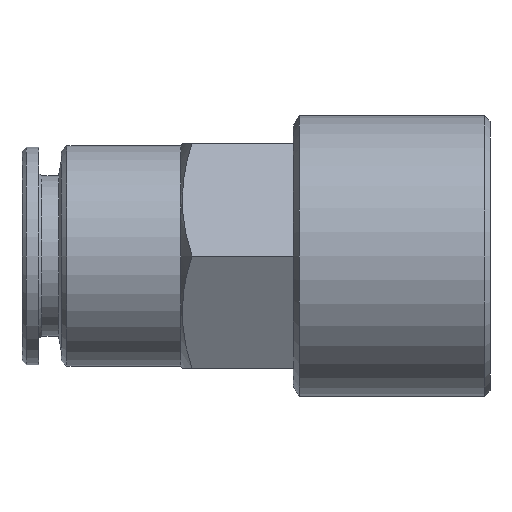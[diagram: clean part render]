
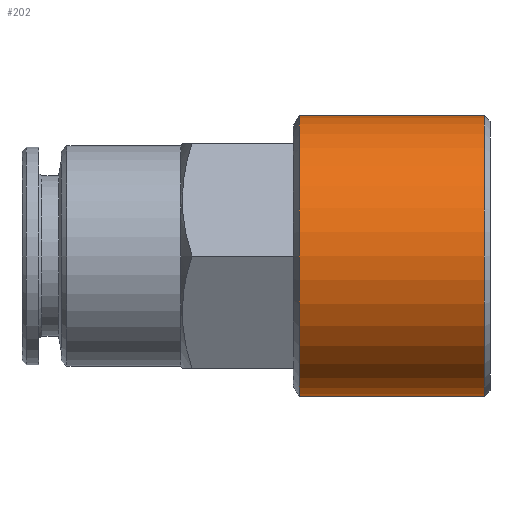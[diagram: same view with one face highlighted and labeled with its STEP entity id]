
A CAD part, left-side view. The second image highlights one B-rep face of the part: STEP entity #202.
In plain terms, the highlighted cylindrical face has radius 10 mm (diameter 20 mm), a partial arc.
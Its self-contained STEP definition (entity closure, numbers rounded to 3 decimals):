
#125 = VERTEX_POINT ( 'NONE', #708 ) ;
#154 = EDGE_CURVE ( 'NONE', #165, #125, #760, .T. ) ;
#155 = EDGE_CURVE ( 'NONE', #182, #158, #762, .T. ) ;
#158 = VERTEX_POINT ( 'NONE', #751 ) ;
#165 = VERTEX_POINT ( 'NONE', #746 ) ;
#182 = VERTEX_POINT ( 'NONE', #842 ) ;
#200 = ORIENTED_EDGE ( 'NONE', *, *, #154, .T. ) ;
#201 = EDGE_CURVE ( 'NONE', #158, #125, #869, .T. ) ;
#202 = ADVANCED_FACE ( 'NONE', ( #864 ), #912, .T. ) ;
#204 = ORIENTED_EDGE ( 'NONE', *, *, #201, .F. ) ;
#208 = EDGE_CURVE ( 'NONE', #182, #165, #961, .T. ) ;
#213 = EDGE_LOOP ( 'NONE', ( #216, #214, #200, #204 ) ) ;
#214 = ORIENTED_EDGE ( 'NONE', *, *, #208, .T. ) ;
#216 = ORIENTED_EDGE ( 'NONE', *, *, #155, .F. ) ;
#708 = CARTESIAN_POINT ( 'NONE',  ( 0., 0.4, -10. ) ) ;
#735 = DIRECTION ( 'NONE',  ( 0., -1., 0. ) ) ;
#746 = CARTESIAN_POINT ( 'NONE',  ( 0., 13.567, -10. ) ) ;
#750 = VECTOR ( 'NONE', #763, 1000. ) ;
#751 = CARTESIAN_POINT ( 'NONE',  ( 0., 0.4, 10. ) ) ;
#759 = CARTESIAN_POINT ( 'NONE',  ( 0., -3.305, -10. ) ) ;
#760 = LINE ( 'NONE', #759, #750 ) ;
#761 = CARTESIAN_POINT ( 'NONE',  ( 0., -3.305, 10. ) ) ;
#762 = LINE ( 'NONE', #761, #790 ) ;
#763 = DIRECTION ( 'NONE',  ( 0., -1., 0. ) ) ;
#790 = VECTOR ( 'NONE', #735, 1000. ) ;
#842 = CARTESIAN_POINT ( 'NONE',  ( 0., 13.567, 10. ) ) ;
#864 = FACE_OUTER_BOUND ( 'NONE', #213, .T. ) ;
#865 = DIRECTION ( 'NONE',  ( 0., 0., -1. ) ) ;
#866 = DIRECTION ( 'NONE',  ( 0., -1., 0. ) ) ;
#867 = CARTESIAN_POINT ( 'NONE',  ( 0., 0.4, 0. ) ) ;
#868 = AXIS2_PLACEMENT_3D ( 'NONE', #867, #866, #865 ) ;
#869 = CIRCLE ( 'NONE', #868, 10. ) ;
#870 = DIRECTION ( 'NONE',  ( 0., -1., 0. ) ) ;
#908 = DIRECTION ( 'NONE',  ( 0., 0., -1. ) ) ;
#909 = AXIS2_PLACEMENT_3D ( 'NONE', #911, #870, #908 ) ;
#911 = CARTESIAN_POINT ( 'NONE',  ( 0., -3.305, 0. ) ) ;
#912 = CYLINDRICAL_SURFACE ( 'NONE', #909, 10. ) ;
#955 = DIRECTION ( 'NONE',  ( 0., 0., -1. ) ) ;
#956 = DIRECTION ( 'NONE',  ( 0., -1., 0. ) ) ;
#957 = CARTESIAN_POINT ( 'NONE',  ( 0., 13.567, 0. ) ) ;
#958 = AXIS2_PLACEMENT_3D ( 'NONE', #957, #956, #955 ) ;
#961 = CIRCLE ( 'NONE', #958, 10. ) ;
